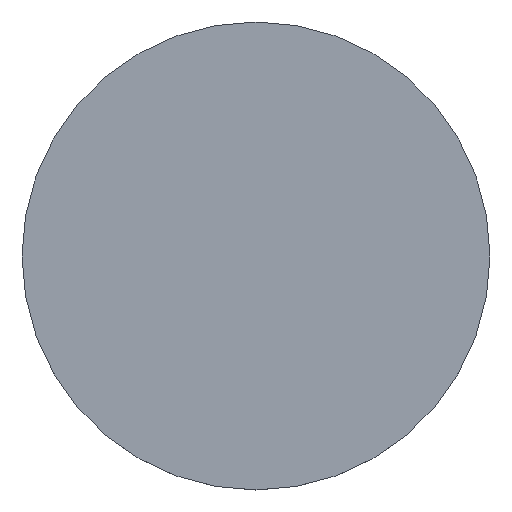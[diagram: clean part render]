
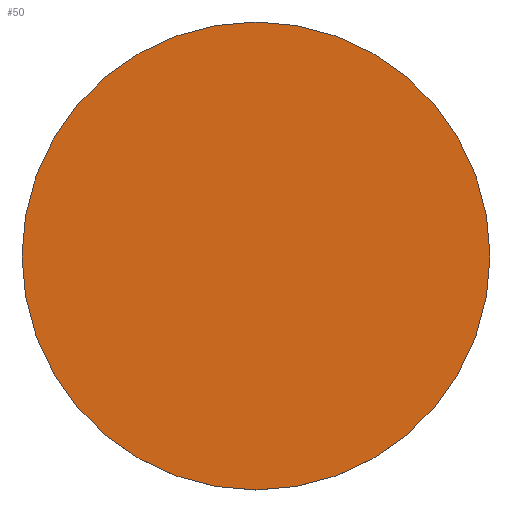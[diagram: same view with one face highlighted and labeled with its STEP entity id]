
A CAD part, top view. The second image highlights one B-rep face of the part: STEP entity #50.
In plain terms, the highlighted planar face has unit normal (0, 0, 1).
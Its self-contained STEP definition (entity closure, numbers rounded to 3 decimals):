
#2 = CARTESIAN_POINT ( 'NONE',  ( 0., 0., 3.25 ) ) ;
#3 = CARTESIAN_POINT ( 'NONE',  ( 100., 0., 3.25 ) ) ;
#5 = CARTESIAN_POINT ( 'NONE',  ( 0., 0., 3.25 ) ) ;
#18 = DIRECTION ( 'NONE',  ( 0., 0., 1. ) ) ;
#31 = AXIS2_PLACEMENT_3D ( 'NONE', #5, #88, #165 ) ;
#40 = ORIENTED_EDGE ( 'NONE', *, *, #77, .T. ) ;
#47 = EDGE_CURVE ( 'NONE', #78, #133, #127, .T. ) ;
#50 = ADVANCED_FACE ( 'NONE', ( #121 ), #116, .T. ) ;
#55 = CARTESIAN_POINT ( 'NONE',  ( 0., 0., 3.25 ) ) ;
#66 = CIRCLE ( 'NONE', #31, 100. ) ;
#67 = EDGE_LOOP ( 'NONE', ( #40, #95 ) ) ;
#73 = AXIS2_PLACEMENT_3D ( 'NONE', #55, #18, #139 ) ;
#77 = EDGE_CURVE ( 'NONE', #133, #78, #66, .T. ) ;
#78 = VERTEX_POINT ( 'NONE', #3 ) ;
#88 = DIRECTION ( 'NONE',  ( 0., 0., 1. ) ) ;
#91 = AXIS2_PLACEMENT_3D ( 'NONE', #2, #140, #151 ) ;
#95 = ORIENTED_EDGE ( 'NONE', *, *, #47, .T. ) ;
#116 = PLANE ( 'NONE',  #91 ) ;
#121 = FACE_OUTER_BOUND ( 'NONE', #67, .T. ) ;
#127 = CIRCLE ( 'NONE', #73, 100. ) ;
#133 = VERTEX_POINT ( 'NONE', #166 ) ;
#139 = DIRECTION ( 'NONE',  ( 1., 0., 0. ) ) ;
#140 = DIRECTION ( 'NONE',  ( 0., 0., 1. ) ) ;
#151 = DIRECTION ( 'NONE',  ( 1., 0., 0. ) ) ;
#165 = DIRECTION ( 'NONE',  ( 1., 0., 0. ) ) ;
#166 = CARTESIAN_POINT ( 'NONE',  ( -100., 0., 3.25 ) ) ;
